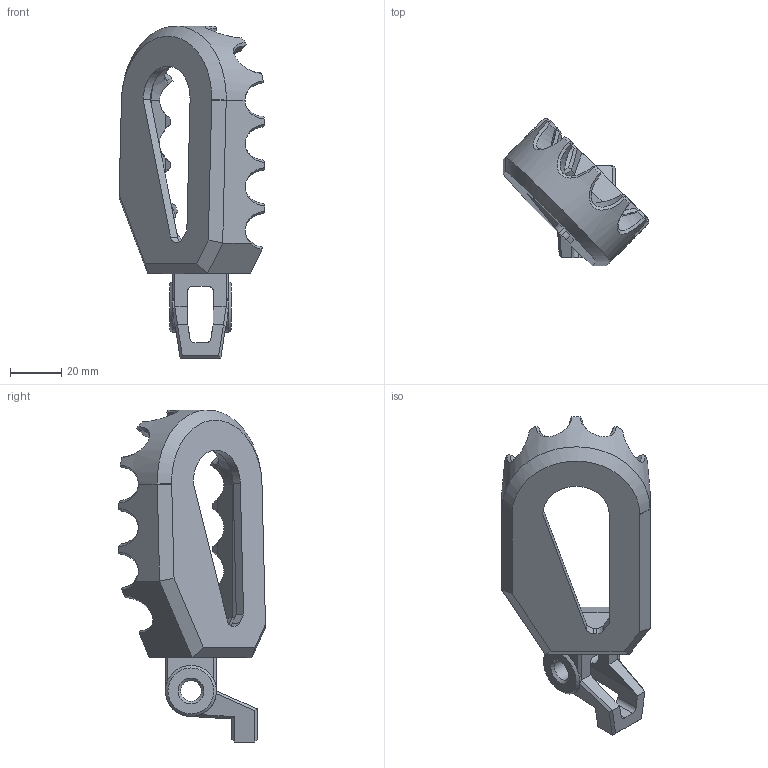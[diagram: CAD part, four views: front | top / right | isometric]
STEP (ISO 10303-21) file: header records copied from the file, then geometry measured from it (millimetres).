
FILE_DESCRIPTION(/* description */ (''),/* implementation_level */ '2;1');
FILE_NAME(/* name */ 'pedal-right.stp',/* time_stamp */ '2024-03-09T17:54:52+08:00',/* author */ ('nicx5'),/* organization */ (''),/* preprocessor_version */ 'ST-DEVELOPER v19.2',/* originating_system */ 'Autodesk Inventor 2024',/* authorisation */ '');
FILE_SCHEMA (('AUTOMOTIVE_DESIGN { 1 0 10303 214 3 1 1 }'));
Length unit declared in the file: millimetre
Products named in the file (1): pedal-right
Bounding box: 57.13 x 57.57 x 130 mm (x, y, z)
Volume: 63619.8 mm3; surface area: 20513.3 mm2
Topology: 1 solids, 1 shells, 411 faces, 1139 edges, 732 vertices
Faces by surface type: bspline 216, plane 159, cylinder 21, cone 15
Full cylindrical faces by diameter (mm): 8.1 x2
Entity records: 17415 total; most frequent: CARTESIAN_POINT 8671, ORIENTED_EDGE 2278, EDGE_CURVE 1139, DIRECTION 1018, VERTEX_POINT 732, B_SPLINE_CURVE_WITH_KNOTS 596, LINE 450, VECTOR 450
